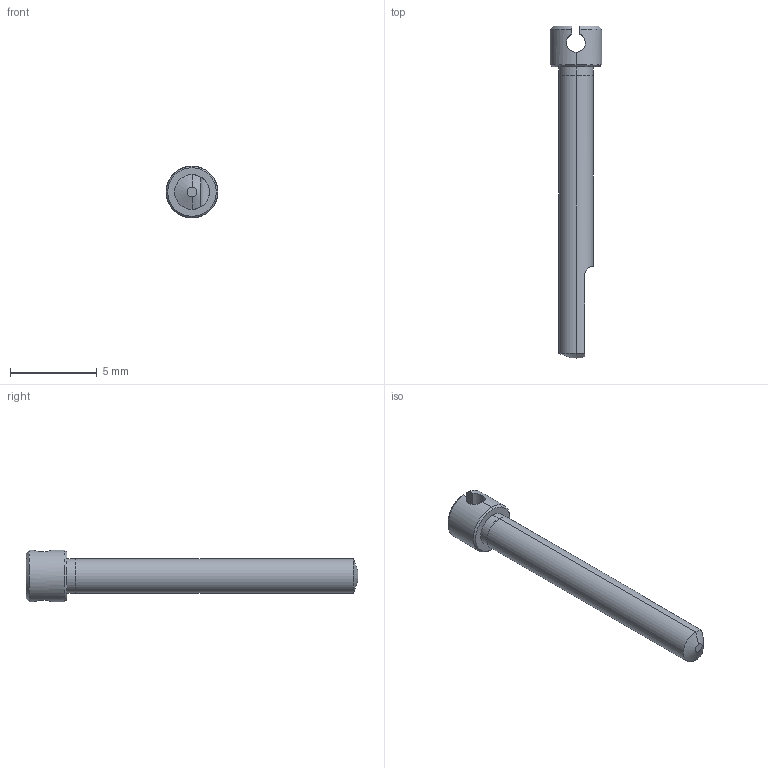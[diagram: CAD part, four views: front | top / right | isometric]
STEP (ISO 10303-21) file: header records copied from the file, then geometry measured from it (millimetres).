
FILE_DESCRIPTION (( 'STEP AP214' ), '1' );
FILE_NAME ('motor_shaft_step.STEP', '2022-10-13T10:05:42', ( '' ), ( '' ), 'SwSTEP 2.0', 'SolidWorks 2022', '' );
FILE_SCHEMA (( 'AUTOMOTIVE_DESIGN' ));
Length unit declared in the file: millimetre
Products named in the file (1): motor_shaft_step
Bounding box: 3 x 19.18 x 3 mm (x, y, z)
Volume: 62.4 mm3; surface area: 144.6 mm2
Topology: 1 solids, 1 shells, 25 faces, 59 edges, 38 vertices
Faces by surface type: cylinder 10, plane 9, cone 6
Entity records: 806 total; most frequent: CARTESIAN_POINT 204, ORIENTED_EDGE 118, DIRECTION 116, EDGE_CURVE 59, AXIS2_PLACEMENT_3D 46, VERTEX_POINT 38, EDGE_LOOP 27, ADVANCED_FACE 25
